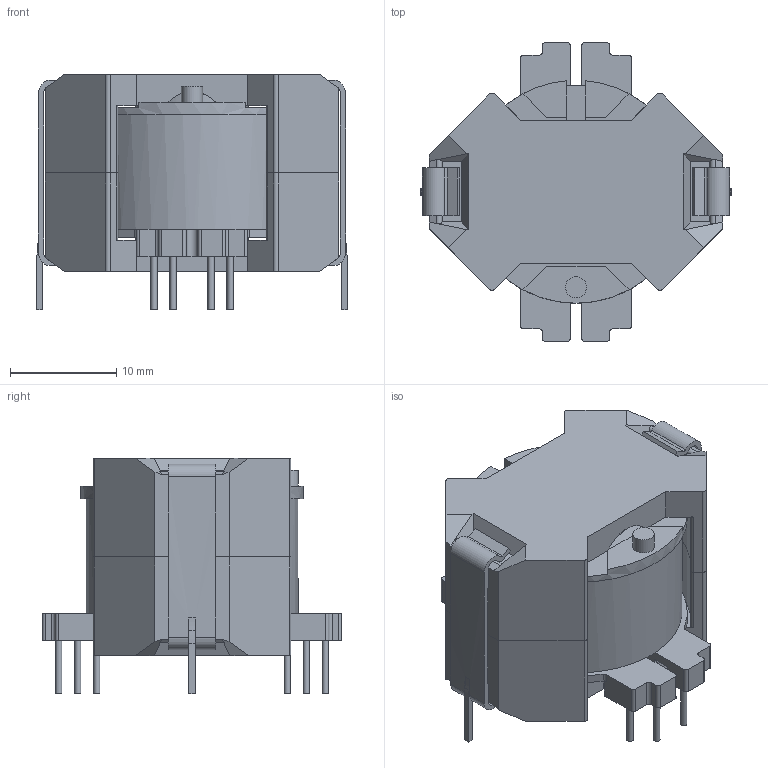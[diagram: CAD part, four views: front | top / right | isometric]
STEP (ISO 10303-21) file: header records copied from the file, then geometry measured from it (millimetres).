
FILE_DESCRIPTION(/* description */ ('Unknown'),/* implementation_level */ '2;1');
FILE_NAME(/* name */ 'T_Wurth_WE-PFC-RM10',/* time_stamp */ '2025-10-23T16:58:00+08:00',/* author */ ('Unknown'),/* organization */ ('Unknown'),/* preprocessor_version */ 'ST-DEVELOPER v19.4',/* originating_system */ 'Solid Edge',/* authorisation */ 'Unknown');
FILE_SCHEMA (('AUTOMOTIVE_DESIGN {1 0 10303 214 3 1 1}'));
Length unit declared in the file: millimetre
Products named in the file (2): T_Wurth_WE-PFC-RM10
Assembly tree (1 placements, depth 2):
  T_Wurth_WE-PFC-RM10
    T_Wurth_WE-PFC-RM10
Bounding box: 29.23 x 28.2 x 22.2 mm (x, y, z)
Volume: 7608 mm3; surface area: 6320.5 mm2
Topology: 5 solids, 5 shells, 300 faces, 825 edges, 547 vertices
Faces by surface type: plane 179, cylinder 121
Full cylindrical faces by diameter (mm): 0.6 x12, 2 x1, 10.7 x2, 10.95 x1, 20 x1
Entity records: 10352 total; most frequent: CARTESIAN_POINT 1697, DIRECTION 1643, ORIENTED_EDGE 1596, EDGE_CURVE 798, AXIS2_PLACEMENT_3D 557, VERTEX_POINT 537, LINE 529, VECTOR 529
